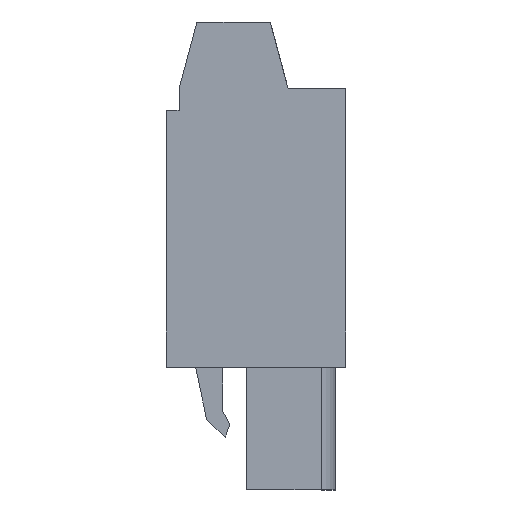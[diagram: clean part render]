
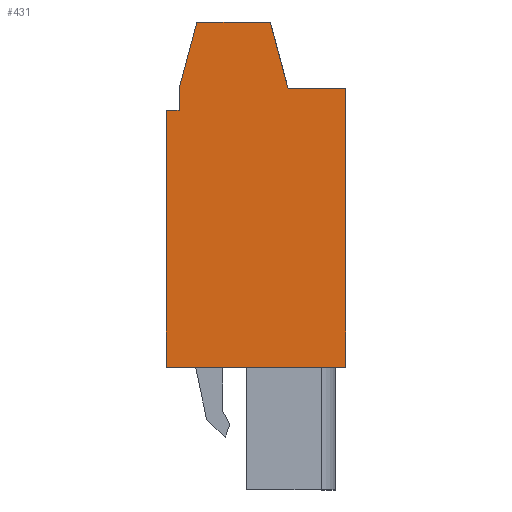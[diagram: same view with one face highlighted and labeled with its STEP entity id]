
A CAD part, left-side view. The second image highlights one B-rep face of the part: STEP entity #431.
In plain terms, the highlighted planar face has unit normal (-1, 0, 0).
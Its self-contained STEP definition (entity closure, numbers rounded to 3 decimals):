
#371=AXIS2_PLACEMENT_3D('Plane Axis2P3D',#368,#369,#370) ;
#49=CARTESIAN_POINT('Vertex',(0.,11.325,27.3)) ;
#52=CARTESIAN_POINT('Line Origine',(0.,10.722,29.55)) ;
#56=CARTESIAN_POINT('Vertex',(0.,10.119,31.8)) ;
#328=CARTESIAN_POINT('Vertex',(0.,11.325,25.8)) ;
#331=CARTESIAN_POINT('Line Origine',(0.,11.325,26.55)) ;
#368=CARTESIAN_POINT('Axis2P3D Location',(0.,0.,0.)) ;
#373=CARTESIAN_POINT('Line Origine',(0.,0.,17.825)) ;
#377=CARTESIAN_POINT('Vertex',(0.,0.,8.35)) ;
#379=CARTESIAN_POINT('Vertex',(0.,0.,27.3)) ;
#382=CARTESIAN_POINT('Line Origine',(0.,1.963,27.3)) ;
#386=CARTESIAN_POINT('Vertex',(0.,3.925,27.3)) ;
#389=CARTESIAN_POINT('Line Origine',(0.,4.528,29.55)) ;
#393=CARTESIAN_POINT('Vertex',(0.,5.131,31.8)) ;
#396=CARTESIAN_POINT('Line Origine',(0.,7.625,31.8)) ;
#401=CARTESIAN_POINT('Line Origine',(0.,11.762,25.8)) ;
#405=CARTESIAN_POINT('Vertex',(0.,12.2,25.8)) ;
#408=CARTESIAN_POINT('Line Origine',(0.,12.2,17.075)) ;
#412=CARTESIAN_POINT('Vertex',(0.,12.2,8.35)) ;
#415=CARTESIAN_POINT('Line Origine',(0.,6.1,8.35)) ;
#53=DIRECTION('Vector Direction',(0.,-0.259,0.966)) ;
#332=DIRECTION('Vector Direction',(0.,0.,1.)) ;
#369=DIRECTION('Axis2P3D Direction',(-1.,0.,0.)) ;
#370=DIRECTION('Axis2P3D XDirection',(0.,0.,1.)) ;
#374=DIRECTION('Vector Direction',(0.,0.,-1.)) ;
#383=DIRECTION('Vector Direction',(0.,-1.,0.)) ;
#390=DIRECTION('Vector Direction',(0.,-0.259,-0.966)) ;
#397=DIRECTION('Vector Direction',(0.,-1.,0.)) ;
#402=DIRECTION('Vector Direction',(0.,-1.,0.)) ;
#409=DIRECTION('Vector Direction',(0.,0.,1.)) ;
#416=DIRECTION('Vector Direction',(0.,1.,0.)) ;
#54=VECTOR('Line Direction',#53,1.) ;
#333=VECTOR('Line Direction',#332,1.) ;
#375=VECTOR('Line Direction',#374,1.) ;
#384=VECTOR('Line Direction',#383,1.) ;
#391=VECTOR('Line Direction',#390,1.) ;
#398=VECTOR('Line Direction',#397,1.) ;
#403=VECTOR('Line Direction',#402,1.) ;
#410=VECTOR('Line Direction',#409,1.) ;
#417=VECTOR('Line Direction',#416,1.) ;
#421=ORIENTED_EDGE('',*,*,#381,.T.) ;
#422=ORIENTED_EDGE('',*,*,#388,.T.) ;
#423=ORIENTED_EDGE('',*,*,#395,.T.) ;
#424=ORIENTED_EDGE('',*,*,#400,.T.) ;
#425=ORIENTED_EDGE('',*,*,#58,.T.) ;
#426=ORIENTED_EDGE('',*,*,#335,.T.) ;
#427=ORIENTED_EDGE('',*,*,#407,.T.) ;
#428=ORIENTED_EDGE('',*,*,#414,.T.) ;
#429=ORIENTED_EDGE('',*,*,#419,.T.) ;
#431=ADVANCED_FACE('Housing',(#430),#372,.T.) ;
#58=EDGE_CURVE('',#57,#50,#55,.F.) ;
#335=EDGE_CURVE('',#50,#329,#334,.F.) ;
#381=EDGE_CURVE('',#378,#380,#376,.F.) ;
#388=EDGE_CURVE('',#380,#387,#385,.F.) ;
#395=EDGE_CURVE('',#387,#394,#392,.F.) ;
#400=EDGE_CURVE('',#394,#57,#399,.F.) ;
#407=EDGE_CURVE('',#329,#406,#404,.F.) ;
#414=EDGE_CURVE('',#406,#413,#411,.F.) ;
#419=EDGE_CURVE('',#413,#378,#418,.F.) ;
#420=EDGE_LOOP('',(#421,#422,#423,#424,#425,#426,#427,#428,#429)) ;
#430=FACE_OUTER_BOUND('',#420,.T.) ;
#55=LINE('Line',#52,#54) ;
#334=LINE('Line',#331,#333) ;
#376=LINE('Line',#373,#375) ;
#385=LINE('Line',#382,#384) ;
#392=LINE('Line',#389,#391) ;
#399=LINE('Line',#396,#398) ;
#404=LINE('Line',#401,#403) ;
#411=LINE('Line',#408,#410) ;
#418=LINE('Line',#415,#417) ;
#372=PLANE('',#371) ;
#50=VERTEX_POINT('',#49) ;
#57=VERTEX_POINT('',#56) ;
#329=VERTEX_POINT('',#328) ;
#378=VERTEX_POINT('',#377) ;
#380=VERTEX_POINT('',#379) ;
#387=VERTEX_POINT('',#386) ;
#394=VERTEX_POINT('',#393) ;
#406=VERTEX_POINT('',#405) ;
#413=VERTEX_POINT('',#412) ;
